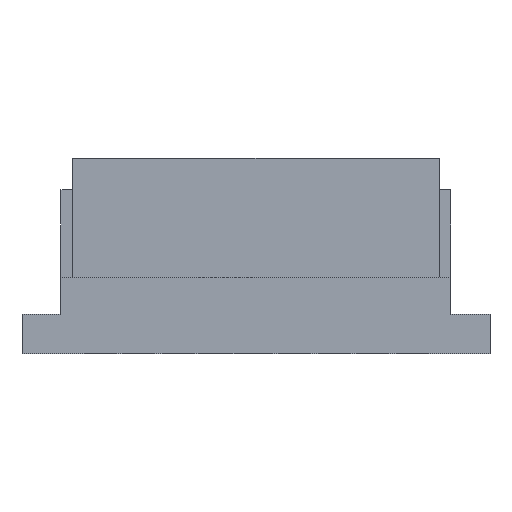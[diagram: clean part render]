
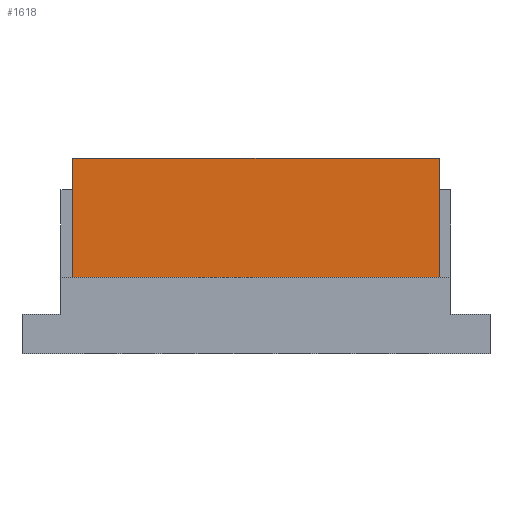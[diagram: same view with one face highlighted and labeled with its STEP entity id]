
A CAD part, front view. The second image highlights one B-rep face of the part: STEP entity #1618.
In plain terms, the highlighted planar face has unit normal (0, -1, 0).
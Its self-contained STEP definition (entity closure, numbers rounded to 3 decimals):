
#1600 = VERTEX_POINT ( 'NONE', #4106 ) ;
#1618 = ADVANCED_FACE ( 'NONE', ( #4257 ), #4242, .F. ) ;
#1619 = ORIENTED_EDGE ( 'NONE', *, *, #1627, .T. ) ;
#1627 = EDGE_CURVE ( 'NONE', #1628, #1600, #4364, .T. ) ;
#1628 = VERTEX_POINT ( 'NONE', #4360 ) ;
#1633 = EDGE_LOOP ( 'NONE', ( #1619, #1667, #1663, #1684 ) ) ;
#1646 = EDGE_CURVE ( 'NONE', #1664, #1662, #4373, .T. ) ;
#1661 = EDGE_CURVE ( 'NONE', #1600, #1662, #4417, .T. ) ;
#1662 = VERTEX_POINT ( 'NONE', #4413 ) ;
#1663 = ORIENTED_EDGE ( 'NONE', *, *, #1646, .F. ) ;
#1664 = VERTEX_POINT ( 'NONE', #4412 ) ;
#1667 = ORIENTED_EDGE ( 'NONE', *, *, #1661, .T. ) ;
#1684 = ORIENTED_EDGE ( 'NONE', *, *, #1685, .F. ) ;
#1685 = EDGE_CURVE ( 'NONE', #1628, #1664, #4540, .T. ) ;
#3158 = DIRECTION ( 'NONE',  ( 0., 1., 0. ) ) ;
#3853 = DIRECTION ( 'NONE',  ( 0., 0., 1. ) ) ;
#4106 = CARTESIAN_POINT ( 'NONE',  ( -4.7, -3.55, 3.9 ) ) ;
#4239 = CARTESIAN_POINT ( 'NONE',  ( 5., -3.55, 0.85 ) ) ;
#4240 = AXIS2_PLACEMENT_3D ( 'NONE', #4239, #3158, #3853 ) ;
#4242 = PLANE ( 'NONE',  #4240 ) ;
#4257 = FACE_OUTER_BOUND ( 'NONE', #1633, .T. ) ;
#4360 = CARTESIAN_POINT ( 'NONE',  ( 4.7, -3.55, 3.9 ) ) ;
#4361 = DIRECTION ( 'NONE',  ( -1., 0., 0. ) ) ;
#4362 = VECTOR ( 'NONE', #4361, 1000. ) ;
#4363 = CARTESIAN_POINT ( 'NONE',  ( 5., -3.55, 3.9 ) ) ;
#4364 = LINE ( 'NONE', #4363, #4362 ) ;
#4372 = CARTESIAN_POINT ( 'NONE',  ( 5., -3.55, 0.85 ) ) ;
#4373 = LINE ( 'NONE', #4372, #4437 ) ;
#4412 = CARTESIAN_POINT ( 'NONE',  ( 4.7, -3.55, 0.85 ) ) ;
#4413 = CARTESIAN_POINT ( 'NONE',  ( -4.7, -3.55, 0.85 ) ) ;
#4414 = DIRECTION ( 'NONE',  ( 0., 0., -1. ) ) ;
#4415 = VECTOR ( 'NONE', #4414, 1000. ) ;
#4416 = CARTESIAN_POINT ( 'NONE',  ( -4.7, -3.55, 3.9 ) ) ;
#4417 = LINE ( 'NONE', #4416, #4415 ) ;
#4436 = DIRECTION ( 'NONE',  ( -1., 0., 0. ) ) ;
#4437 = VECTOR ( 'NONE', #4436, 1000. ) ;
#4537 = DIRECTION ( 'NONE',  ( 0., 0., -1. ) ) ;
#4538 = VECTOR ( 'NONE', #4537, 1000. ) ;
#4539 = CARTESIAN_POINT ( 'NONE',  ( 4.7, -3.55, 3.9 ) ) ;
#4540 = LINE ( 'NONE', #4539, #4538 ) ;
